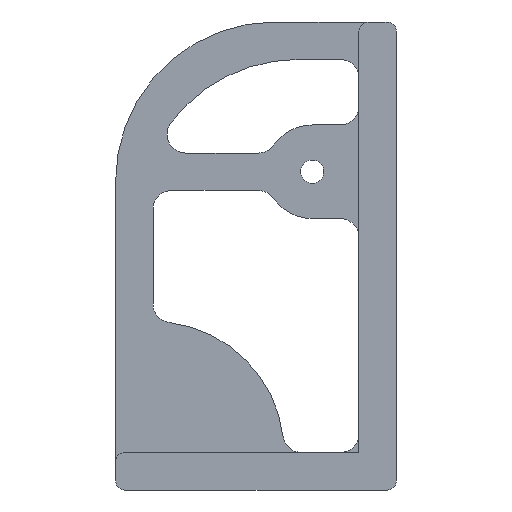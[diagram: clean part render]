
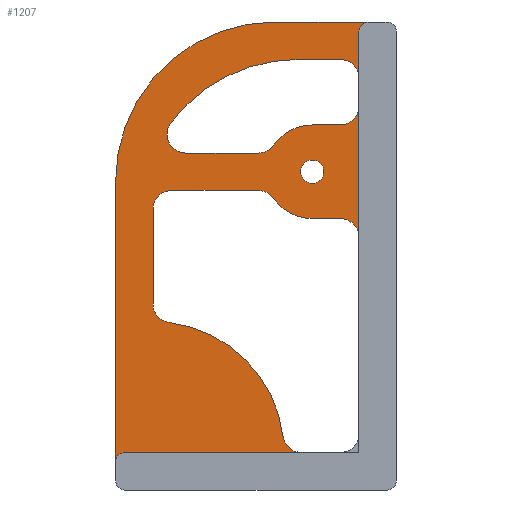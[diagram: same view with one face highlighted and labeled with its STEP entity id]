
A CAD part, front view. The second image highlights one B-rep face of the part: STEP entity #1207.
In plain terms, the highlighted planar face has unit normal (0, -1, 0).
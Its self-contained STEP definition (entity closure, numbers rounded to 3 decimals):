
#18=FACE_BOUND('',#250,.T.);
#49=CIRCLE('',#1253,17.);
#71=CIRCLE('',#1289,2.);
#72=CIRCLE('',#1292,2.);
#74=CIRCLE('',#1297,1.25);
#83=CIRCLE('',#1321,2.);
#84=CIRCLE('',#1324,2.);
#85=CIRCLE('',#1326,5.);
#86=CIRCLE('',#1329,2.);
#88=CIRCLE('',#1332,1.);
#92=CIRCLE('',#1338,1.);
#94=CIRCLE('',#1345,2.);
#95=CIRCLE('',#1346,14.);
#96=CIRCLE('',#1347,2.);
#97=CIRCLE('',#1348,5.);
#98=CIRCLE('',#1349,2.);
#99=CIRCLE('',#1350,2.);
#100=CIRCLE('',#1351,17.);
#177=FACE_OUTER_BOUND('',#249,.T.);
#249=EDGE_LOOP('',(#1049,#1050,#1051,#1052,#1053,#1054,#1055,#1056,#1057,
#1058,#1059,#1060,#1061,#1062,#1063,#1064,#1065,#1066,#1067,#1068,#1069,
#1070,#1071,#1072,#1073,#1074,#1075));
#250=EDGE_LOOP('',(#1076));
#281=LINE('',#1798,#395);
#288=LINE('',#1813,#402);
#313=LINE('',#1907,#427);
#317=LINE('',#1917,#431);
#325=LINE('',#1932,#439);
#328=LINE('',#1940,#442);
#349=LINE('',#2002,#463);
#353=LINE('',#2011,#467);
#357=LINE('',#2023,#471);
#363=LINE('',#2047,#477);
#369=LINE('',#2069,#483);
#395=VECTOR('',#1422,10.);
#402=VECTOR('',#1435,10.);
#427=VECTOR('',#1526,10.);
#431=VECTOR('',#1536,10.);
#439=VECTOR('',#1544,10.);
#442=VECTOR('',#1553,10.);
#463=VECTOR('',#1626,10.);
#467=VECTOR('',#1636,10.);
#471=VECTOR('',#1650,10.);
#477=VECTOR('',#1680,10.);
#483=VECTOR('',#1706,10.);
#508=VERTEX_POINT('',#1795);
#509=VERTEX_POINT('',#1797);
#511=VERTEX_POINT('',#1803);
#514=VERTEX_POINT('',#1811);
#549=VERTEX_POINT('',#1904);
#550=VERTEX_POINT('',#1906);
#551=VERTEX_POINT('',#1910);
#552=VERTEX_POINT('',#1914);
#553=VERTEX_POINT('',#1916);
#560=VERTEX_POINT('',#1930);
#561=VERTEX_POINT('',#1934);
#562=VERTEX_POINT('',#1938);
#564=VERTEX_POINT('',#1946);
#576=VERTEX_POINT('',#1999);
#577=VERTEX_POINT('',#2001);
#578=VERTEX_POINT('',#2005);
#579=VERTEX_POINT('',#2009);
#580=VERTEX_POINT('',#2013);
#581=VERTEX_POINT('',#2017);
#582=VERTEX_POINT('',#2021);
#587=VERTEX_POINT('',#2041);
#588=VERTEX_POINT('',#2045);
#590=VERTEX_POINT('',#2059);
#591=VERTEX_POINT('',#2061);
#592=VERTEX_POINT('',#2064);
#593=VERTEX_POINT('',#2066);
#594=VERTEX_POINT('',#2068);
#595=VERTEX_POINT('',#2070);
#624=EDGE_CURVE('',#508,#509,#281,.T.);
#628=EDGE_CURVE('',#511,#508,#49,.T.);
#632=EDGE_CURVE('',#514,#511,#288,.T.);
#678=EDGE_CURVE('',#549,#550,#313,.T.);
#681=EDGE_CURVE('',#551,#549,#71,.T.);
#683=EDGE_CURVE('',#553,#552,#317,.T.);
#691=EDGE_CURVE('',#551,#560,#325,.T.);
#693=EDGE_CURVE('',#561,#552,#72,.T.);
#695=EDGE_CURVE('',#562,#561,#328,.T.);
#699=EDGE_CURVE('',#564,#564,#74,.T.);
#726=EDGE_CURVE('',#576,#577,#349,.T.);
#729=EDGE_CURVE('',#578,#576,#83,.T.);
#731=EDGE_CURVE('',#579,#578,#353,.T.);
#733=EDGE_CURVE('',#580,#579,#84,.T.);
#735=EDGE_CURVE('',#581,#580,#85,.T.);
#737=EDGE_CURVE('',#581,#582,#357,.T.);
#738=EDGE_CURVE('',#553,#582,#86,.T.);
#740=EDGE_CURVE('',#509,#560,#88,.F.);
#748=EDGE_CURVE('',#587,#514,#92,.F.);
#750=EDGE_CURVE('',#587,#588,#363,.T.);
#757=EDGE_CURVE('',#590,#588,#94,.T.);
#758=EDGE_CURVE('',#591,#590,#95,.T.);
#759=EDGE_CURVE('',#577,#591,#96,.T.);
#760=EDGE_CURVE('',#592,#562,#97,.T.);
#761=EDGE_CURVE('',#593,#592,#98,.T.);
#762=EDGE_CURVE('',#594,#593,#369,.T.);
#763=EDGE_CURVE('',#595,#594,#99,.T.);
#764=EDGE_CURVE('',#595,#550,#100,.F.);
#1049=ORIENTED_EDGE('',*,*,#691,.T.);
#1050=ORIENTED_EDGE('',*,*,#740,.F.);
#1051=ORIENTED_EDGE('',*,*,#624,.F.);
#1052=ORIENTED_EDGE('',*,*,#628,.F.);
#1053=ORIENTED_EDGE('',*,*,#632,.F.);
#1054=ORIENTED_EDGE('',*,*,#748,.F.);
#1055=ORIENTED_EDGE('',*,*,#750,.T.);
#1056=ORIENTED_EDGE('',*,*,#757,.F.);
#1057=ORIENTED_EDGE('',*,*,#758,.F.);
#1058=ORIENTED_EDGE('',*,*,#759,.F.);
#1059=ORIENTED_EDGE('',*,*,#726,.F.);
#1060=ORIENTED_EDGE('',*,*,#729,.F.);
#1061=ORIENTED_EDGE('',*,*,#731,.F.);
#1062=ORIENTED_EDGE('',*,*,#733,.F.);
#1063=ORIENTED_EDGE('',*,*,#735,.F.);
#1064=ORIENTED_EDGE('',*,*,#737,.T.);
#1065=ORIENTED_EDGE('',*,*,#738,.F.);
#1066=ORIENTED_EDGE('',*,*,#683,.T.);
#1067=ORIENTED_EDGE('',*,*,#693,.F.);
#1068=ORIENTED_EDGE('',*,*,#695,.F.);
#1069=ORIENTED_EDGE('',*,*,#760,.F.);
#1070=ORIENTED_EDGE('',*,*,#761,.F.);
#1071=ORIENTED_EDGE('',*,*,#762,.F.);
#1072=ORIENTED_EDGE('',*,*,#763,.F.);
#1073=ORIENTED_EDGE('',*,*,#764,.T.);
#1074=ORIENTED_EDGE('',*,*,#678,.F.);
#1075=ORIENTED_EDGE('',*,*,#681,.F.);
#1076=ORIENTED_EDGE('',*,*,#699,.F.);
#1148=PLANE('',#1344);
#1207=ADVANCED_FACE('',(#177,#18),#1148,.F.);
#1253=AXIS2_PLACEMENT_3D('',#1805,#1428,#1429);
#1289=AXIS2_PLACEMENT_3D('',#1912,#1531,#1532);
#1292=AXIS2_PLACEMENT_3D('',#1936,#1548,#1549);
#1297=AXIS2_PLACEMENT_3D('',#1948,#1562,#1563);
#1321=AXIS2_PLACEMENT_3D('',#2007,#1631,#1632);
#1324=AXIS2_PLACEMENT_3D('',#2015,#1640,#1641);
#1326=AXIS2_PLACEMENT_3D('',#2019,#1645,#1646);
#1329=AXIS2_PLACEMENT_3D('',#2025,#1653,#1654);
#1332=AXIS2_PLACEMENT_3D('',#2028,#1659,#1660);
#1338=AXIS2_PLACEMENT_3D('',#2043,#1675,#1676);
#1344=AXIS2_PLACEMENT_3D('',#2058,#1694,#1695);
#1345=AXIS2_PLACEMENT_3D('',#2060,#1696,#1697);
#1346=AXIS2_PLACEMENT_3D('',#2062,#1698,#1699);
#1347=AXIS2_PLACEMENT_3D('',#2063,#1700,#1701);
#1348=AXIS2_PLACEMENT_3D('',#2065,#1702,#1703);
#1349=AXIS2_PLACEMENT_3D('',#2067,#1704,#1705);
#1350=AXIS2_PLACEMENT_3D('',#2071,#1707,#1708);
#1351=AXIS2_PLACEMENT_3D('',#2072,#1709,#1710);
#1422=DIRECTION('',(1.,0.,0.));
#1428=DIRECTION('center_axis',(0.,1.,0.));
#1429=DIRECTION('ref_axis',(-0.707,0.,0.707));
#1435=DIRECTION('',(0.,0.,1.));
#1526=DIRECTION('',(-1.,0.,0.));
#1531=DIRECTION('center_axis',(0.,-1.,0.));
#1532=DIRECTION('ref_axis',(0.707,0.,0.707));
#1536=DIRECTION('',(0.,0.,1.));
#1544=DIRECTION('',(0.,0.,1.));
#1548=DIRECTION('center_axis',(0.,-1.,0.));
#1549=DIRECTION('ref_axis',(0.707,0.,-0.707));
#1553=DIRECTION('',(1.,0.,0.));
#1562=DIRECTION('center_axis',(0.,-1.,0.));
#1563=DIRECTION('ref_axis',(1.,0.,0.));
#1626=DIRECTION('',(0.,0.,-1.));
#1631=DIRECTION('center_axis',(0.,-1.,0.));
#1632=DIRECTION('ref_axis',(-0.707,0.,0.707));
#1636=DIRECTION('',(-1.,0.,0.));
#1640=DIRECTION('center_axis',(0.,-1.,0.));
#1641=DIRECTION('ref_axis',(0.463,0.,0.886));
#1645=DIRECTION('center_axis',(0.,1.,0.));
#1646=DIRECTION('ref_axis',(1.,0.,0.));
#1650=DIRECTION('',(1.,0.,0.));
#1653=DIRECTION('center_axis',(0.,-1.,0.));
#1654=DIRECTION('ref_axis',(0.707,0.,0.707));
#1659=DIRECTION('center_axis',(0.,1.,0.));
#1660=DIRECTION('ref_axis',(-0.707,0.,0.707));
#1675=DIRECTION('center_axis',(0.,1.,0.));
#1676=DIRECTION('ref_axis',(-0.707,0.,0.707));
#1680=DIRECTION('',(1.,0.,0.));
#1694=DIRECTION('center_axis',(0.,1.,0.));
#1695=DIRECTION('ref_axis',(1.,0.,0.));
#1696=DIRECTION('center_axis',(0.,-1.,0.));
#1697=DIRECTION('ref_axis',(-0.661,0.,-0.75));
#1698=DIRECTION('center_axis',(0.,1.,0.));
#1699=DIRECTION('ref_axis',(0.,0.,1.));
#1700=DIRECTION('center_axis',(0.,-1.,0.));
#1701=DIRECTION('ref_axis',(-0.75,0.,-0.661));
#1702=DIRECTION('center_axis',(0.,1.,0.));
#1703=DIRECTION('ref_axis',(1.,0.,0.));
#1704=DIRECTION('center_axis',(0.,-1.,0.));
#1705=DIRECTION('ref_axis',(0.463,0.,-0.886));
#1706=DIRECTION('',(1.,0.,0.));
#1707=DIRECTION('center_axis',(0.,-1.,0.));
#1708=DIRECTION('ref_axis',(-0.894,0.,-0.447));
#1709=DIRECTION('center_axis',(0.,-1.,0.));
#1710=DIRECTION('ref_axis',(-0.911,0.,0.412));
#1795=CARTESIAN_POINT('',(-13.,0.,50.));
#1797=CARTESIAN_POINT('',(-3.,0.,50.));
#1798=CARTESIAN_POINT('',(-30.,0.,50.));
#1803=CARTESIAN_POINT('',(-30.,0.,33.));
#1805=CARTESIAN_POINT('Origin',(-13.,0.,33.));
#1811=CARTESIAN_POINT('',(-30.,0.,3.));
#1813=CARTESIAN_POINT('',(-30.,0.,0.));
#1904=CARTESIAN_POINT('',(-6.,0.,46.));
#1906=CARTESIAN_POINT('',(-10.508,0.,46.));
#1907=CARTESIAN_POINT('',(-26.,0.,46.));
#1910=CARTESIAN_POINT('',(-4.,0.,44.));
#1912=CARTESIAN_POINT('Origin',(-6.,0.,44.));
#1914=CARTESIAN_POINT('',(-4.,0.,41.));
#1916=CARTESIAN_POINT('',(-4.,0.,27.));
#1917=CARTESIAN_POINT('',(-4.,0.,37.5));
#1930=CARTESIAN_POINT('',(-4.,0.,49.));
#1932=CARTESIAN_POINT('',(-4.,0.,37.5));
#1934=CARTESIAN_POINT('',(-6.,0.,39.));
#1936=CARTESIAN_POINT('Origin',(-6.,0.,41.));
#1938=CARTESIAN_POINT('',(-9.,0.,39.));
#1940=CARTESIAN_POINT('',(-4.,0.,39.));
#1946=CARTESIAN_POINT('',(-10.25,0.,34.));
#1948=CARTESIAN_POINT('Origin',(-9.,0.,34.));
#1999=CARTESIAN_POINT('',(-26.,0.,30.));
#2001=CARTESIAN_POINT('',(-26.,0.,19.875));
#2002=CARTESIAN_POINT('',(-26.,0.,4.));
#2005=CARTESIAN_POINT('',(-24.,0.,32.));
#2007=CARTESIAN_POINT('Origin',(-24.,0.,30.));
#2009=CARTESIAN_POINT('',(-14.745,0.,32.));
#2011=CARTESIAN_POINT('',(-26.,0.,32.));
#2013=CARTESIAN_POINT('',(-13.103,0.,31.143));
#2015=CARTESIAN_POINT('Origin',(-14.745,0.,30.));
#2017=CARTESIAN_POINT('',(-9.,0.,29.));
#2019=CARTESIAN_POINT('Origin',(-9.,0.,34.));
#2021=CARTESIAN_POINT('',(-6.,0.,29.));
#2023=CARTESIAN_POINT('',(-9.,0.,29.));
#2025=CARTESIAN_POINT('Origin',(-6.,0.,27.));
#2028=CARTESIAN_POINT('Origin',(-3.,0.,49.));
#2041=CARTESIAN_POINT('',(-29.,0.,4.));
#2043=CARTESIAN_POINT('Origin',(-29.,0.,3.));
#2045=CARTESIAN_POINT('',(-10.125,0.,4.));
#2047=CARTESIAN_POINT('',(-9.5,0.,4.));
#2058=CARTESIAN_POINT('Origin',(-15.,0.,25.));
#2059=CARTESIAN_POINT('',(-12.11,0.,5.75));
#2060=CARTESIAN_POINT('Origin',(-10.125,0.,6.));
#2061=CARTESIAN_POINT('',(-24.25,0.,17.89));
#2062=CARTESIAN_POINT('Origin',(-26.,0.,4.));
#2063=CARTESIAN_POINT('Origin',(-24.,0.,19.875));
#2064=CARTESIAN_POINT('',(-13.103,0.,36.857));
#2065=CARTESIAN_POINT('Origin',(-9.,0.,34.));
#2066=CARTESIAN_POINT('',(-14.745,0.,36.));
#2067=CARTESIAN_POINT('Origin',(-14.745,0.,38.));
#2068=CARTESIAN_POINT('',(-22.508,0.,36.));
#2069=CARTESIAN_POINT('',(-13.583,0.,36.));
#2070=CARTESIAN_POINT('',(-24.108,0.,39.2));
#2071=CARTESIAN_POINT('Origin',(-22.508,0.,38.));
#2072=CARTESIAN_POINT('Origin',(-10.508,0.,29.));
